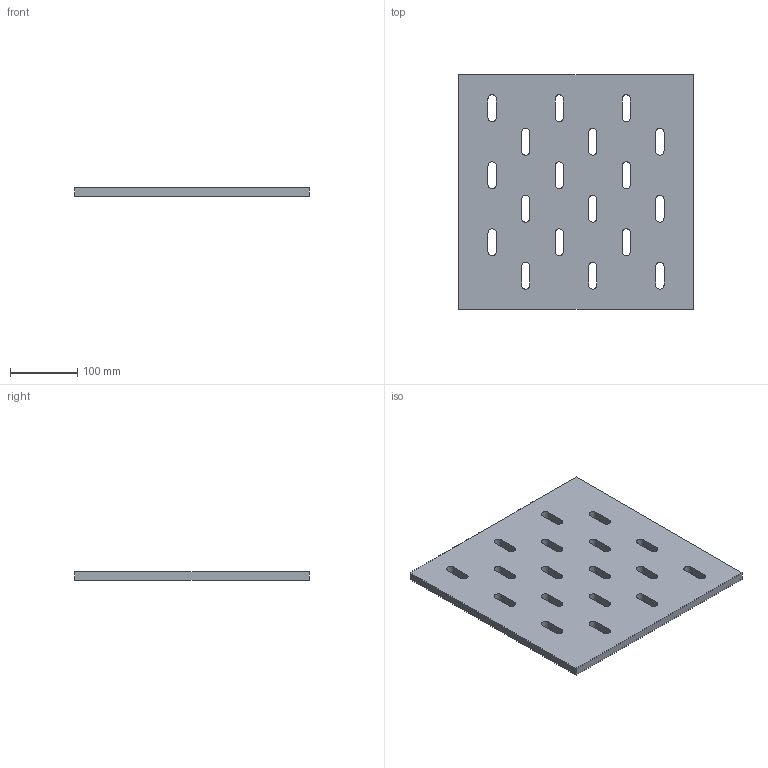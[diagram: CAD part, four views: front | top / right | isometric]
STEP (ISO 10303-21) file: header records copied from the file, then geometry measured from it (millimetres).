
FILE_DESCRIPTION (( 'STEP AP203' ), '1' );
FILE_NAME ('1 Ñòåíêà.STEP', '2025-11-18T09:07:58', ( '' ), ( '' ), 'SwSTEP 2.0', 'SolidWorks 2019', '' );
FILE_SCHEMA (( 'CONFIG_CONTROL_DESIGN' ));
Length unit declared in the file: millimetre
Products named in the file (1): 1 栺樇罻
Bounding box: 350 x 350 x 12 mm (x, y, z)
Volume: 1369242.8 mm3; surface area: 265369.4 mm2
Topology: 1 solids, 1 shells, 78 faces, 228 edges, 152 vertices
Faces by surface type: plane 42, cylinder 36
Entity records: 2753 total; most frequent: CARTESIAN_POINT 459, DIRECTION 458, ORIENTED_EDGE 456, EDGE_CURVE 228, VECTOR 156, LINE 156, VERTEX_POINT 152, AXIS2_PLACEMENT_3D 151
